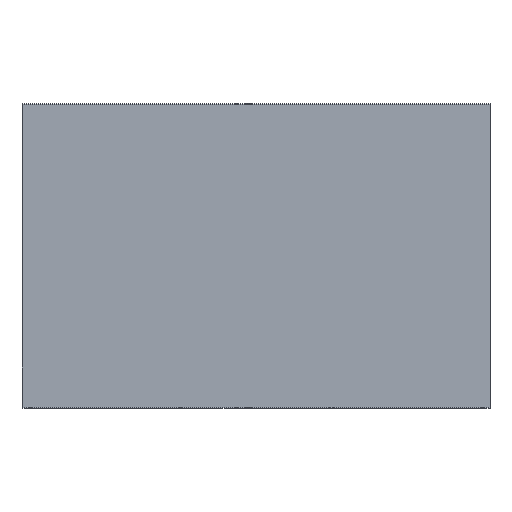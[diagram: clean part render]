
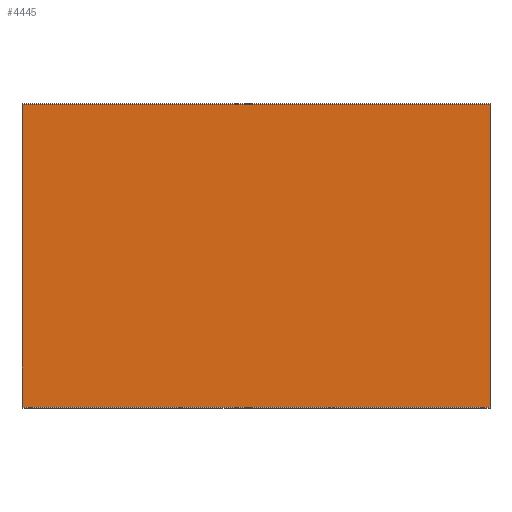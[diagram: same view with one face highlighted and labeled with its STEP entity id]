
A CAD part, top view. The second image highlights one B-rep face of the part: STEP entity #4445.
In plain terms, the highlighted face is planar.
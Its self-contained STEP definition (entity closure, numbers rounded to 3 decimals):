
#84 = DIRECTION ( 'NONE',  ( 0., 0., -1. ) ) ;
#112 = FACE_OUTER_BOUND ( 'NONE', #4203, .T. ) ;
#250 = VERTEX_POINT ( 'NONE', #3302 ) ;
#274 = AXIS2_PLACEMENT_3D ( 'NONE', #2773, #84, #3054 ) ;
#298 = LINE ( 'NONE', #2103, #2406 ) ;
#411 = VERTEX_POINT ( 'NONE', #1554 ) ;
#601 = LINE ( 'NONE', #3651, #890 ) ;
#837 = CARTESIAN_POINT ( 'NONE',  ( -1495., -964., -3. ) ) ;
#890 = VECTOR ( 'NONE', #1454, 1000. ) ;
#903 = DIRECTION ( 'NONE',  ( 1., 0., 0. ) ) ;
#1302 = CARTESIAN_POINT ( 'NONE',  ( -1495., -964., -3. ) ) ;
#1454 = DIRECTION ( 'NONE',  ( 0., -1., 0. ) ) ;
#1546 = ORIENTED_EDGE ( 'NONE', *, *, #1690, .F. ) ;
#1554 = CARTESIAN_POINT ( 'NONE',  ( 1495., 970., -3. ) ) ;
#1690 = EDGE_CURVE ( 'NONE', #2967, #250, #2777, .T. ) ;
#1795 = DIRECTION ( 'NONE',  ( -1., 0., 0. ) ) ;
#1843 = VECTOR ( 'NONE', #4252, 1000. ) ;
#1994 = PLANE ( 'NONE',  #274 ) ;
#2070 = EDGE_CURVE ( 'NONE', #2122, #2967, #601, .T. ) ;
#2103 = CARTESIAN_POINT ( 'NONE',  ( -1495., 970., -3. ) ) ;
#2122 = VERTEX_POINT ( 'NONE', #2778 ) ;
#2211 = VECTOR ( 'NONE', #903, 1000. ) ;
#2323 = LINE ( 'NONE', #3419, #1843 ) ;
#2333 = ORIENTED_EDGE ( 'NONE', *, *, #4426, .F. ) ;
#2406 = VECTOR ( 'NONE', #1795, 1000. ) ;
#2773 = CARTESIAN_POINT ( 'NONE',  ( 0., 0., -3. ) ) ;
#2777 = LINE ( 'NONE', #1302, #2211 ) ;
#2778 = CARTESIAN_POINT ( 'NONE',  ( -1495., 970., -3. ) ) ;
#2967 = VERTEX_POINT ( 'NONE', #837 ) ;
#3054 = DIRECTION ( 'NONE',  ( -1., 0., 0. ) ) ;
#3302 = CARTESIAN_POINT ( 'NONE',  ( 1495., -964., -3. ) ) ;
#3419 = CARTESIAN_POINT ( 'NONE',  ( 1495., -970., -3. ) ) ;
#3651 = CARTESIAN_POINT ( 'NONE',  ( -1495., -970., -3. ) ) ;
#4020 = ORIENTED_EDGE ( 'NONE', *, *, #4211, .F. ) ;
#4080 = ORIENTED_EDGE ( 'NONE', *, *, #2070, .F. ) ;
#4203 = EDGE_LOOP ( 'NONE', ( #2333, #1546, #4080, #4020 ) ) ;
#4211 = EDGE_CURVE ( 'NONE', #411, #2122, #298, .T. ) ;
#4252 = DIRECTION ( 'NONE',  ( 0., 1., 0. ) ) ;
#4426 = EDGE_CURVE ( 'NONE', #250, #411, #2323, .T. ) ;
#4445 = ADVANCED_FACE ( 'NONE', ( #112 ), #1994, .T. ) ;
